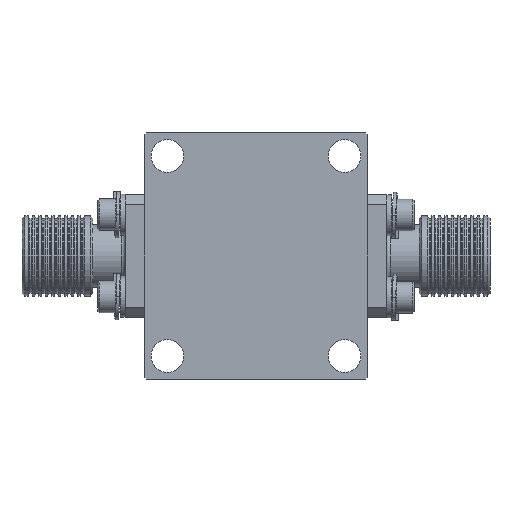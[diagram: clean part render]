
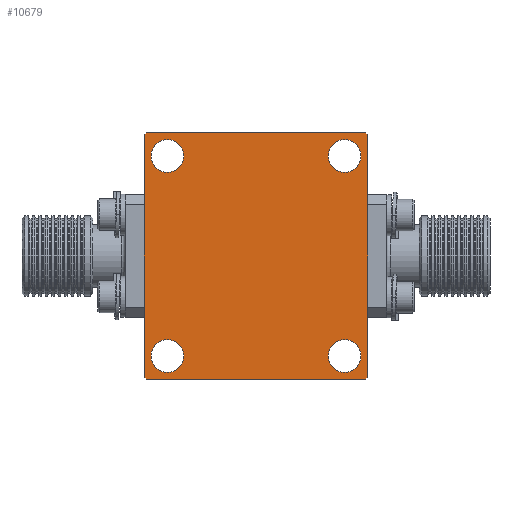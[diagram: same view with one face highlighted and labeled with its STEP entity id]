
A CAD part, front view. The second image highlights one B-rep face of the part: STEP entity #10679.
In plain terms, the highlighted planar face has unit normal (0, -1, 0).
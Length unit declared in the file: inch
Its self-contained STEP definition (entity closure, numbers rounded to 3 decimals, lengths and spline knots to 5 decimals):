
#187 = VERTEX_POINT ( 'NONE', #17485 ) ;
#440 = DIRECTION ( 'NONE',  ( 0., 0., 1. ) ) ;
#643 = DIRECTION ( 'NONE',  ( 0.707, 0., 0.707 ) ) ;
#659 = CIRCLE ( 'NONE', #7817, 0.05 ) ;
#666 = VERTEX_POINT ( 'NONE', #9674 ) ;
#685 = ORIENTED_EDGE ( 'NONE', *, *, #1382, .F. ) ;
#770 = DIRECTION ( 'NONE',  ( 0.707, 0., -0.707 ) ) ;
#810 = FACE_OUTER_BOUND ( 'NONE', #4509, .T. ) ;
#1093 = CARTESIAN_POINT ( 'NONE',  ( -0.34, -0.4, 0.375 ) ) ;
#1114 = CARTESIAN_POINT ( 'NONE',  ( -0.34, -0.4, 0.37 ) ) ;
#1115 = LINE ( 'NONE', #11969, #13870 ) ;
#1132 = FACE_BOUND ( 'NONE', #17470, .T. ) ;
#1356 = DIRECTION ( 'NONE',  ( 0., 1., 0. ) ) ;
#1382 = EDGE_CURVE ( 'NONE', #17147, #10725, #3959, .T. ) ;
#1383 = CARTESIAN_POINT ( 'NONE',  ( -0.27, -0.4, -0.305 ) ) ;
#1623 = AXIS2_PLACEMENT_3D ( 'NONE', #6503, #17496, #12134 ) ;
#1755 = ORIENTED_EDGE ( 'NONE', *, *, #1968, .T. ) ;
#1768 = CARTESIAN_POINT ( 'NONE',  ( 0.27, -0.4, -0.305 ) ) ;
#1968 = EDGE_CURVE ( 'NONE', #3517, #5935, #1115, .T. ) ;
#2017 = ORIENTED_EDGE ( 'NONE', *, *, #4027, .T. ) ;
#2452 = CARTESIAN_POINT ( 'NONE',  ( -0.27, -0.4, 0.305 ) ) ;
#2577 = EDGE_CURVE ( 'NONE', #7146, #4254, #7555, .T. ) ;
#2642 = CARTESIAN_POINT ( 'NONE',  ( -0.335, -0.4, 0.375 ) ) ;
#2712 = DIRECTION ( 'NONE',  ( 0., 1., 0. ) ) ;
#2835 = ORIENTED_EDGE ( 'NONE', *, *, #7112, .F. ) ;
#2902 = EDGE_CURVE ( 'NONE', #14449, #5947, #7868, .T. ) ;
#3106 = CARTESIAN_POINT ( 'NONE',  ( -0.34, -0.4, -0.37 ) ) ;
#3504 = DIRECTION ( 'NONE',  ( 0., 0., 1. ) ) ;
#3517 = VERTEX_POINT ( 'NONE', #3106 ) ;
#3526 = LINE ( 'NONE', #12917, #11902 ) ;
#3584 = VECTOR ( 'NONE', #12453, 39.37008 ) ;
#3668 = VECTOR ( 'NONE', #13833, 39.37008 ) ;
#3809 = DIRECTION ( 'NONE',  ( 0., 1., 0. ) ) ;
#3865 = CARTESIAN_POINT ( 'NONE',  ( 0.34, -0.4, -0.375 ) ) ;
#3887 = AXIS2_PLACEMENT_3D ( 'NONE', #6525, #10739, #3504 ) ;
#3930 = PLANE ( 'NONE',  #3887 ) ;
#3959 = LINE ( 'NONE', #3865, #3584 ) ;
#4027 = EDGE_CURVE ( 'NONE', #5947, #14449, #17315, .T. ) ;
#4051 = EDGE_LOOP ( 'NONE', ( #7984, #12510 ) ) ;
#4192 = LINE ( 'NONE', #4276, #3668 ) ;
#4254 = VERTEX_POINT ( 'NONE', #14008 ) ;
#4276 = CARTESIAN_POINT ( 'NONE',  ( -0.34, -0.4, 0.37 ) ) ;
#4492 = CIRCLE ( 'NONE', #15930, 0.05 ) ;
#4509 = EDGE_LOOP ( 'NONE', ( #2835, #1755, #8293, #17390, #685, #10325, #14943, #14717 ) ) ;
#4632 = ORIENTED_EDGE ( 'NONE', *, *, #16990, .T. ) ;
#4741 = CIRCLE ( 'NONE', #7022, 0.05 ) ;
#5090 = DIRECTION ( 'NONE',  ( -1., 0., 0. ) ) ;
#5175 = CARTESIAN_POINT ( 'NONE',  ( 0.27, -0.4, 0.355 ) ) ;
#5257 = CARTESIAN_POINT ( 'NONE',  ( -0.34, -0.4, -0.375 ) ) ;
#5467 = EDGE_CURVE ( 'NONE', #14076, #5779, #4192, .T. ) ;
#5483 = DIRECTION ( 'NONE',  ( 0., 0., 1. ) ) ;
#5577 = LINE ( 'NONE', #8619, #12748 ) ;
#5706 = CARTESIAN_POINT ( 'NONE',  ( 0.335, -0.4, 0.375 ) ) ;
#5779 = VERTEX_POINT ( 'NONE', #1114 ) ;
#5935 = VERTEX_POINT ( 'NONE', #10970 ) ;
#5947 = VERTEX_POINT ( 'NONE', #8366 ) ;
#6503 = CARTESIAN_POINT ( 'NONE',  ( 0.27, -0.4, -0.305 ) ) ;
#6525 = CARTESIAN_POINT ( 'NONE',  ( -0.34, -0.4, 0.375 ) ) ;
#7006 = AXIS2_PLACEMENT_3D ( 'NONE', #12421, #11193, #16026 ) ;
#7022 = AXIS2_PLACEMENT_3D ( 'NONE', #1768, #12703, #440 ) ;
#7112 = EDGE_CURVE ( 'NONE', #3517, #5779, #5577, .T. ) ;
#7146 = VERTEX_POINT ( 'NONE', #16501 ) ;
#7297 = EDGE_CURVE ( 'NONE', #16060, #17550, #4741, .T. ) ;
#7485 = CARTESIAN_POINT ( 'NONE',  ( 0.27, -0.4, 0.255 ) ) ;
#7528 = FACE_BOUND ( 'NONE', #13385, .T. ) ;
#7553 = CARTESIAN_POINT ( 'NONE',  ( 0.27, -0.4, -0.355 ) ) ;
#7555 = CIRCLE ( 'NONE', #17548, 0.05 ) ;
#7691 = EDGE_LOOP ( 'NONE', ( #8879, #8071 ) ) ;
#7817 = AXIS2_PLACEMENT_3D ( 'NONE', #8273, #2712, #13894 ) ;
#7868 = CIRCLE ( 'NONE', #7006, 0.05 ) ;
#7923 = LINE ( 'NONE', #1093, #12967 ) ;
#7984 = ORIENTED_EDGE ( 'NONE', *, *, #2577, .T. ) ;
#8071 = ORIENTED_EDGE ( 'NONE', *, *, #7297, .T. ) ;
#8097 = ORIENTED_EDGE ( 'NONE', *, *, #17610, .T. ) ;
#8273 = CARTESIAN_POINT ( 'NONE',  ( 0.27, -0.4, 0.305 ) ) ;
#8293 = ORIENTED_EDGE ( 'NONE', *, *, #8530, .F. ) ;
#8366 = CARTESIAN_POINT ( 'NONE',  ( -0.27, -0.4, -0.355 ) ) ;
#8380 = DIRECTION ( 'NONE',  ( 0., 0., 1. ) ) ;
#8530 = EDGE_CURVE ( 'NONE', #187, #5935, #10368, .T. ) ;
#8619 = CARTESIAN_POINT ( 'NONE',  ( -0.34, -0.4, -0.375 ) ) ;
#8751 = DIRECTION ( 'NONE',  ( 0., 0., 1. ) ) ;
#8879 = ORIENTED_EDGE ( 'NONE', *, *, #17013, .T. ) ;
#8956 = CARTESIAN_POINT ( 'NONE',  ( 0.34, -0.4, -0.37 ) ) ;
#9248 = DIRECTION ( 'NONE',  ( 1., 0., 0. ) ) ;
#9611 = AXIS2_PLACEMENT_3D ( 'NONE', #1383, #11093, #8380 ) ;
#9674 = CARTESIAN_POINT ( 'NONE',  ( 0.335, -0.4, 0.375 ) ) ;
#10309 = VECTOR ( 'NONE', #5090, 39.37008 ) ;
#10325 = ORIENTED_EDGE ( 'NONE', *, *, #15543, .T. ) ;
#10368 = LINE ( 'NONE', #5257, #10309 ) ;
#10516 = AXIS2_PLACEMENT_3D ( 'NONE', #14361, #13029, #8751 ) ;
#10679 = ADVANCED_FACE ( 'NONE', ( #14328, #7528, #15678, #1132, #810 ), #3930, .F. ) ;
#10725 = VERTEX_POINT ( 'NONE', #8956 ) ;
#10739 = DIRECTION ( 'NONE',  ( 0., 1., 0. ) ) ;
#10970 = CARTESIAN_POINT ( 'NONE',  ( -0.335, -0.4, -0.375 ) ) ;
#11093 = DIRECTION ( 'NONE',  ( 0., 1., 0. ) ) ;
#11095 = VECTOR ( 'NONE', #12666, 39.37008 ) ;
#11193 = DIRECTION ( 'NONE',  ( 0., 1., 0. ) ) ;
#11259 = LINE ( 'NONE', #5706, #11095 ) ;
#11776 = CARTESIAN_POINT ( 'NONE',  ( -0.27, -0.4, -0.255 ) ) ;
#11902 = VECTOR ( 'NONE', #643, 39.37008 ) ;
#11969 = CARTESIAN_POINT ( 'NONE',  ( -0.335, -0.4, -0.375 ) ) ;
#12134 = DIRECTION ( 'NONE',  ( 0., 0., 1. ) ) ;
#12304 = CARTESIAN_POINT ( 'NONE',  ( 0.34, -0.4, 0.37 ) ) ;
#12421 = CARTESIAN_POINT ( 'NONE',  ( -0.27, -0.4, -0.305 ) ) ;
#12453 = DIRECTION ( 'NONE',  ( 0., 0., -1. ) ) ;
#12510 = ORIENTED_EDGE ( 'NONE', *, *, #15632, .T. ) ;
#12560 = CARTESIAN_POINT ( 'NONE',  ( 0.27, -0.4, -0.255 ) ) ;
#12666 = DIRECTION ( 'NONE',  ( -0.707, 0., 0.707 ) ) ;
#12703 = DIRECTION ( 'NONE',  ( 0., 1., 0. ) ) ;
#12748 = VECTOR ( 'NONE', #16667, 39.37008 ) ;
#12917 = CARTESIAN_POINT ( 'NONE',  ( 0.34, -0.4, -0.37 ) ) ;
#12967 = VECTOR ( 'NONE', #9248, 39.37008 ) ;
#13029 = DIRECTION ( 'NONE',  ( 0., 1., 0. ) ) ;
#13201 = EDGE_CURVE ( 'NONE', #14076, #666, #7923, .T. ) ;
#13348 = CIRCLE ( 'NONE', #10516, 0.05 ) ;
#13385 = EDGE_LOOP ( 'NONE', ( #4632, #8097 ) ) ;
#13452 = CARTESIAN_POINT ( 'NONE',  ( 0.27, -0.4, 0.305 ) ) ;
#13833 = DIRECTION ( 'NONE',  ( -0.707, 0., -0.707 ) ) ;
#13870 = VECTOR ( 'NONE', #770, 39.37008 ) ;
#13894 = DIRECTION ( 'NONE',  ( 0., 0., 1. ) ) ;
#14008 = CARTESIAN_POINT ( 'NONE',  ( -0.27, -0.4, 0.255 ) ) ;
#14076 = VERTEX_POINT ( 'NONE', #2642 ) ;
#14328 = FACE_BOUND ( 'NONE', #4051, .T. ) ;
#14361 = CARTESIAN_POINT ( 'NONE',  ( -0.27, -0.4, 0.305 ) ) ;
#14449 = VERTEX_POINT ( 'NONE', #11776 ) ;
#14495 = CIRCLE ( 'NONE', #1623, 0.05 ) ;
#14717 = ORIENTED_EDGE ( 'NONE', *, *, #5467, .T. ) ;
#14943 = ORIENTED_EDGE ( 'NONE', *, *, #13201, .F. ) ;
#15543 = EDGE_CURVE ( 'NONE', #17147, #666, #11259, .T. ) ;
#15632 = EDGE_CURVE ( 'NONE', #4254, #7146, #13348, .T. ) ;
#15678 = FACE_BOUND ( 'NONE', #7691, .T. ) ;
#15930 = AXIS2_PLACEMENT_3D ( 'NONE', #13452, #3809, #17329 ) ;
#16026 = DIRECTION ( 'NONE',  ( 0., 0., 1. ) ) ;
#16060 = VERTEX_POINT ( 'NONE', #7553 ) ;
#16501 = CARTESIAN_POINT ( 'NONE',  ( -0.27, -0.4, 0.355 ) ) ;
#16520 = ORIENTED_EDGE ( 'NONE', *, *, #2902, .T. ) ;
#16604 = VERTEX_POINT ( 'NONE', #5175 ) ;
#16667 = DIRECTION ( 'NONE',  ( 0., 0., 1. ) ) ;
#16879 = VERTEX_POINT ( 'NONE', #7485 ) ;
#16990 = EDGE_CURVE ( 'NONE', #16604, #16879, #4492, .T. ) ;
#17013 = EDGE_CURVE ( 'NONE', #17550, #16060, #14495, .T. ) ;
#17147 = VERTEX_POINT ( 'NONE', #12304 ) ;
#17315 = CIRCLE ( 'NONE', #9611, 0.05 ) ;
#17329 = DIRECTION ( 'NONE',  ( 0., 0., 1. ) ) ;
#17346 = EDGE_CURVE ( 'NONE', #187, #10725, #3526, .T. ) ;
#17390 = ORIENTED_EDGE ( 'NONE', *, *, #17346, .T. ) ;
#17470 = EDGE_LOOP ( 'NONE', ( #16520, #2017 ) ) ;
#17485 = CARTESIAN_POINT ( 'NONE',  ( 0.335, -0.4, -0.375 ) ) ;
#17496 = DIRECTION ( 'NONE',  ( 0., 1., 0. ) ) ;
#17548 = AXIS2_PLACEMENT_3D ( 'NONE', #2452, #1356, #5483 ) ;
#17550 = VERTEX_POINT ( 'NONE', #12560 ) ;
#17610 = EDGE_CURVE ( 'NONE', #16879, #16604, #659, .T. ) ;
